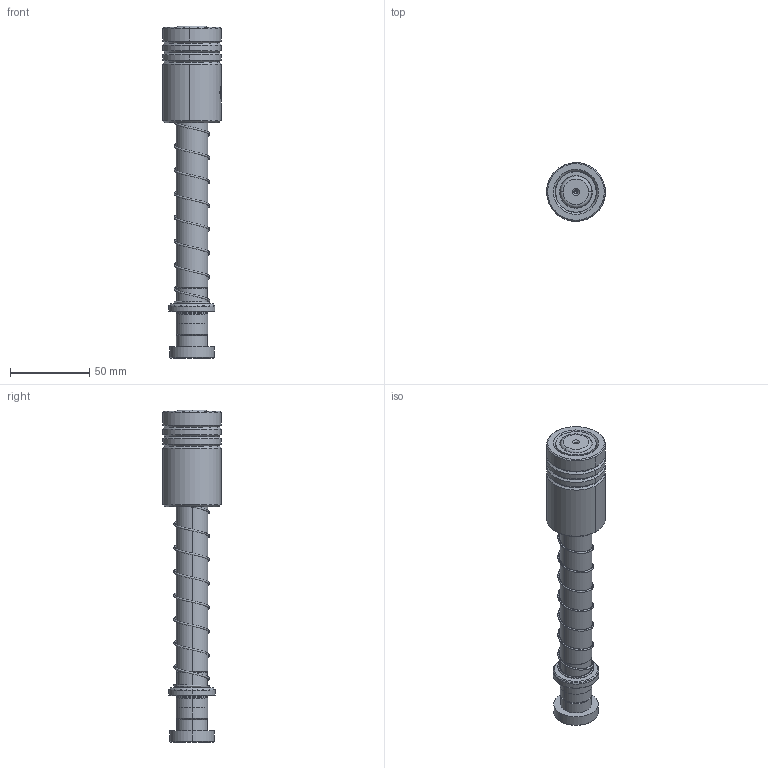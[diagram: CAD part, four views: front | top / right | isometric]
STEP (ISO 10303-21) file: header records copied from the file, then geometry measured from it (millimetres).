
FILE_DESCRIPTION (( 'STEP AP214' ), '1' );
FILE_NAME ('HBSH(HBJH)-D20-L180(BL-60).STEP', '2021-08-13T07:41:52', ( '' ), ( '' ), 'SwSTEP 2.0', 'SolidWorks 2016', '' );
FILE_SCHEMA (( 'AUTOMOTIVE_DESIGN' ));
Length unit declared in the file: millimetre
Products named in the file (191): BALL-D3; DRP-D20-L180; TBB-D37-d26-L60; HWP-D22.5-d20.5-L120; BSH-D25.5-20.5-50郪蚾; BSH25.5-20.5-L50; HBSH(HBJH)-D20-L180(BL-60); DRP蹟簽D20
Assembly tree (185 placements, depth 3):
  BALL-D3
  BALL-D3
  BALL-D3
  BALL-D3
  BALL-D3
Bounding box: 36.94 x 36.88 x 209 mm (x, y, z)
Volume: 106345.6 mm3; surface area: 48022.1 mm2
Topology: 181 solids, 181 shells, 848 faces, 3533 edges, 2338 vertices
Faces by surface type: sphere 704, cylinder 42, cone 40, torus 24, plane 24, bspline 14
Entity records: 36267 total; most frequent: CARTESIAN_POINT 20152, ORIENTED_EDGE 2824, DIRECTION 2500, EDGE_CURVE 1412, AXIS2_PLACEMENT_3D 1195, VERTEX_POINT 918, EDGE_LOOP 848, B_SPLINE_CURVE_WITH_KNOTS 785
